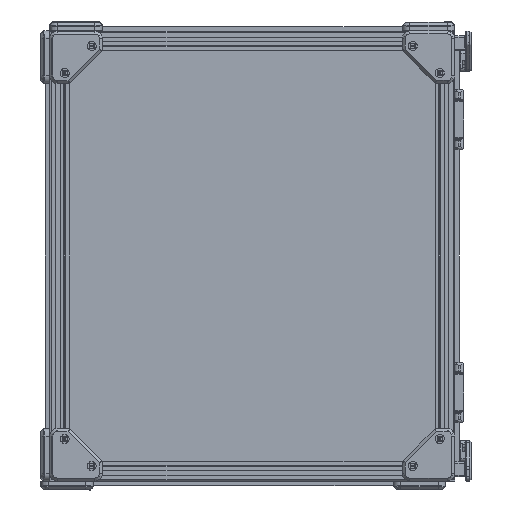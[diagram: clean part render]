
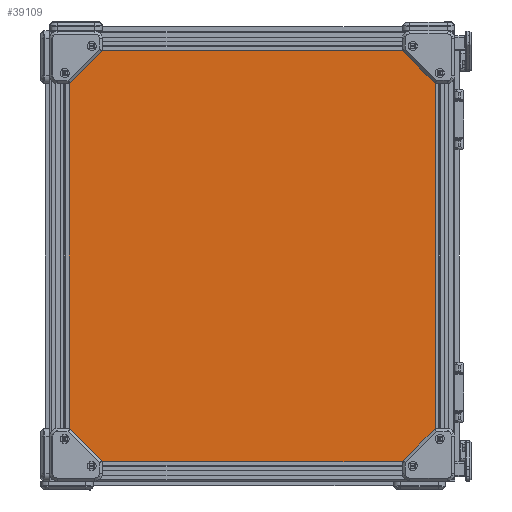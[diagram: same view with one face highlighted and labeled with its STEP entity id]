
A CAD part, left-side view. The second image highlights one B-rep face of the part: STEP entity #39109.
In plain terms, the highlighted planar face has unit normal (-1, 0, 0).
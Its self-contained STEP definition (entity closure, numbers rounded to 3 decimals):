
#4808=FACE_OUTER_BOUND('',#7015,.T.);
#7015=EDGE_LOOP('',(#32007,#32008,#32009,#32010));
#10796=LINE('',#61816,#14947);
#10800=LINE('',#61824,#14951);
#10803=LINE('',#61830,#14954);
#10806=LINE('',#61835,#14957);
#14947=VECTOR('',#49922,10.);
#14951=VECTOR('',#49928,10.);
#14954=VECTOR('',#49933,10.);
#14957=VECTOR('',#49938,10.);
#18462=VERTEX_POINT('',#61814);
#18463=VERTEX_POINT('',#61815);
#18466=VERTEX_POINT('',#61823);
#18468=VERTEX_POINT('',#61829);
#23145=EDGE_CURVE('',#18462,#18463,#10796,.T.);
#23149=EDGE_CURVE('',#18466,#18462,#10800,.T.);
#23152=EDGE_CURVE('',#18468,#18466,#10803,.T.);
#23155=EDGE_CURVE('',#18463,#18468,#10806,.T.);
#32007=ORIENTED_EDGE('',*,*,#23155,.F.);
#32008=ORIENTED_EDGE('',*,*,#23145,.F.);
#32009=ORIENTED_EDGE('',*,*,#23149,.F.);
#32010=ORIENTED_EDGE('',*,*,#23152,.F.);
#37562=PLANE('',#41829);
#39109=ADVANCED_FACE('',(#4808),#37562,.F.);
#41829=AXIS2_PLACEMENT_3D('',#61838,#49942,#49943);
#49922=DIRECTION('',(0.,-1.,0.));
#49928=DIRECTION('',(0.,0.,1.));
#49933=DIRECTION('',(0.,1.,0.));
#49938=DIRECTION('',(0.,0.,-1.));
#49942=DIRECTION('center_axis',(1.,0.,0.));
#49943=DIRECTION('ref_axis',(0.,1.,0.));
#61814=CARTESIAN_POINT('',(0.,320.45,285.896));
#61815=CARTESIAN_POINT('',(0.,46.45,285.896));
#61816=CARTESIAN_POINT('',(0.,320.45,285.896));
#61823=CARTESIAN_POINT('',(0.,320.45,41.896));
#61824=CARTESIAN_POINT('',(0.,320.45,41.896));
#61829=CARTESIAN_POINT('',(0.,46.45,41.896));
#61830=CARTESIAN_POINT('',(0.,46.45,41.896));
#61835=CARTESIAN_POINT('',(0.,46.45,285.896));
#61838=CARTESIAN_POINT('Origin',(0.,183.45,163.896));
